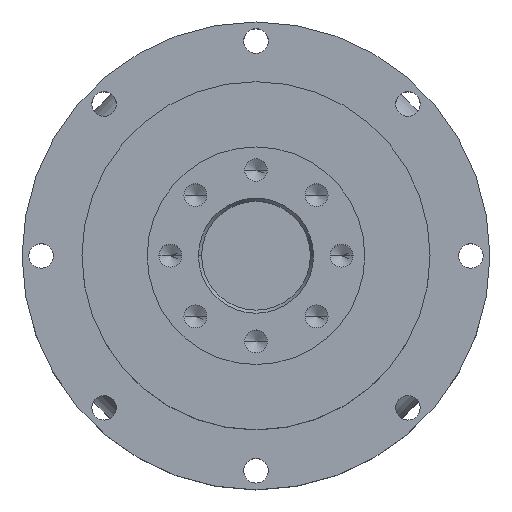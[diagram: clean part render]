
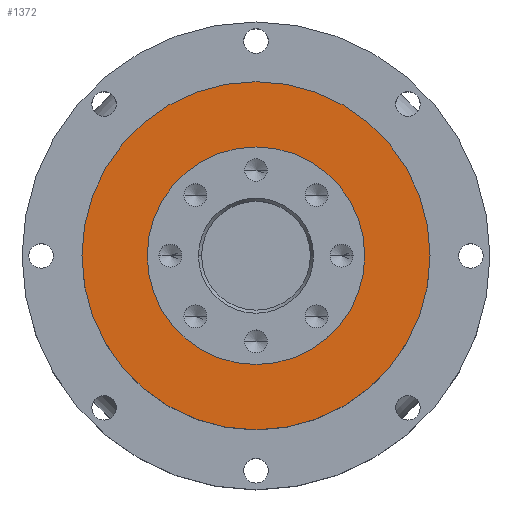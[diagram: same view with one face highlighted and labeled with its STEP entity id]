
A CAD part, top view. The second image highlights one B-rep face of the part: STEP entity #1372.
In plain terms, the highlighted planar face has unit normal (0, 0, 1).
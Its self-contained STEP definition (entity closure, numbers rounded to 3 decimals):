
#398 = EDGE_LOOP ( 'NONE', ( #4804, #10705 ) ) ;
#656 = DIRECTION ( 'NONE',  ( 1., 0., 0. ) ) ;
#936 = CARTESIAN_POINT ( 'NONE',  ( 0., 0., -3. ) ) ;
#1060 = AXIS2_PLACEMENT_3D ( 'NONE', #936, #7228, #1849 ) ;
#1273 = VERTEX_POINT ( 'NONE', #7119 ) ;
#1324 = CIRCLE ( 'NONE', #7503, 20. ) ;
#1343 = EDGE_CURVE ( 'NONE', #1273, #3092, #1324, .T. ) ;
#1372 = ADVANCED_FACE ( 'NONE', ( #8190, #1908 ), #8665, .F. ) ;
#1760 = CARTESIAN_POINT ( 'NONE',  ( -32., 0., -3. ) ) ;
#1849 = DIRECTION ( 'NONE',  ( 1., 0., 0. ) ) ;
#1908 = FACE_OUTER_BOUND ( 'NONE', #2546, .T. ) ;
#2546 = EDGE_LOOP ( 'NONE', ( #10299, #9051 ) ) ;
#3003 = VERTEX_POINT ( 'NONE', #1760 ) ;
#3092 = VERTEX_POINT ( 'NONE', #9881 ) ;
#4074 = EDGE_CURVE ( 'NONE', #6171, #3003, #4963, .T. ) ;
#4469 = DIRECTION ( 'NONE',  ( 0., 0., 1. ) ) ;
#4804 = ORIENTED_EDGE ( 'NONE', *, *, #1343, .F. ) ;
#4963 = CIRCLE ( 'NONE', #6917, 32. ) ;
#5180 = EDGE_CURVE ( 'NONE', #3003, #6171, #5225, .T. ) ;
#5225 = CIRCLE ( 'NONE', #9454, 32. ) ;
#5489 = CARTESIAN_POINT ( 'NONE',  ( 32., 0., -3. ) ) ;
#5645 = EDGE_CURVE ( 'NONE', #3092, #1273, #7990, .T. ) ;
#6046 = DIRECTION ( 'NONE',  ( 0., 0., 1. ) ) ;
#6171 = VERTEX_POINT ( 'NONE', #5489 ) ;
#6917 = AXIS2_PLACEMENT_3D ( 'NONE', #11287, #6046, #656 ) ;
#7119 = CARTESIAN_POINT ( 'NONE',  ( 20., 0., -3. ) ) ;
#7228 = DIRECTION ( 'NONE',  ( 0., 0., 1. ) ) ;
#7503 = AXIS2_PLACEMENT_3D ( 'NONE', #9418, #9453, #9530 ) ;
#7990 = CIRCLE ( 'NONE', #1060, 20. ) ;
#8190 = FACE_BOUND ( 'NONE', #398, .T. ) ;
#8665 = PLANE ( 'NONE',  #9809 ) ;
#9051 = ORIENTED_EDGE ( 'NONE', *, *, #5180, .T. ) ;
#9418 = CARTESIAN_POINT ( 'NONE',  ( 0., 0., -3. ) ) ;
#9453 = DIRECTION ( 'NONE',  ( 0., 0., 1. ) ) ;
#9454 = AXIS2_PLACEMENT_3D ( 'NONE', #9697, #4469, #10597 ) ;
#9530 = DIRECTION ( 'NONE',  ( 1., 0., 0. ) ) ;
#9558 = CARTESIAN_POINT ( 'NONE',  ( 0., 32., -3. ) ) ;
#9691 = DIRECTION ( 'NONE',  ( 0., 0., -1. ) ) ;
#9697 = CARTESIAN_POINT ( 'NONE',  ( 0., 0., -3. ) ) ;
#9722 = DIRECTION ( 'NONE',  ( -1., 0., 0. ) ) ;
#9809 = AXIS2_PLACEMENT_3D ( 'NONE', #9558, #9691, #9722 ) ;
#9881 = CARTESIAN_POINT ( 'NONE',  ( -20., 0., -3. ) ) ;
#10299 = ORIENTED_EDGE ( 'NONE', *, *, #4074, .T. ) ;
#10597 = DIRECTION ( 'NONE',  ( 1., 0., 0. ) ) ;
#10705 = ORIENTED_EDGE ( 'NONE', *, *, #5645, .F. ) ;
#11287 = CARTESIAN_POINT ( 'NONE',  ( 0., 0., -3. ) ) ;
